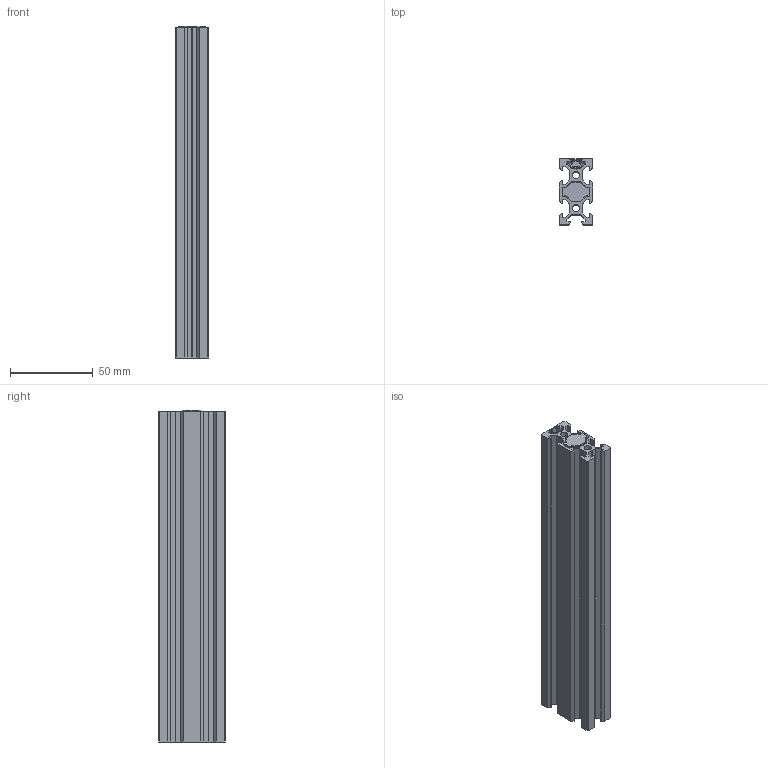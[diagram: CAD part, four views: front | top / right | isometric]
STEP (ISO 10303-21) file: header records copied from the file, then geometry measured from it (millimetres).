
FILE_DESCRIPTION(/* description */ (''),/* implementation_level */ '2;1');
FILE_NAME(/* name */ '2040_FILLER v7.step',/* time_stamp */ '2022-12-30T11:05:47-06:00',/* author */ (''),/* organization */ (''),/* preprocessor_version */ 'ST-DEVELOPER v19.2',/* originating_system */ 'Autodesk Translation Framework v11.17.0.187',/* authorisation */ '');
FILE_SCHEMA (('AUTOMOTIVE_DESIGN { 1 0 10303 214 3 1 1 }'));
Length unit declared in the file: millimetre
Products named in the file (2): 2040_FILLER; Component1
Assembly tree (1 placements, depth 2):
  2040_FILLER
    Component1
Bounding box: 20 x 40 x 201 mm (x, y, z)
Volume: 75043.6 mm3; surface area: 89778.8 mm2
Topology: 4 solids, 4 shells, 303 faces, 768 edges, 476 vertices
Faces by surface type: plane 187, cylinder 114, torus 2
Full cylindrical faces by diameter (mm): 4.2 x2
Entity records: 8970 total; most frequent: CARTESIAN_POINT 1550, ORIENTED_EDGE 1536, DIRECTION 1508, EDGE_CURVE 768, LINE 640, VECTOR 640, VERTEX_POINT 476, AXIS2_PLACEMENT_3D 434
